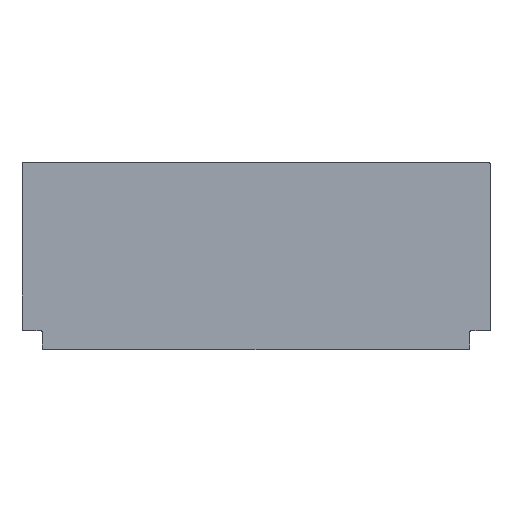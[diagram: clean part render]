
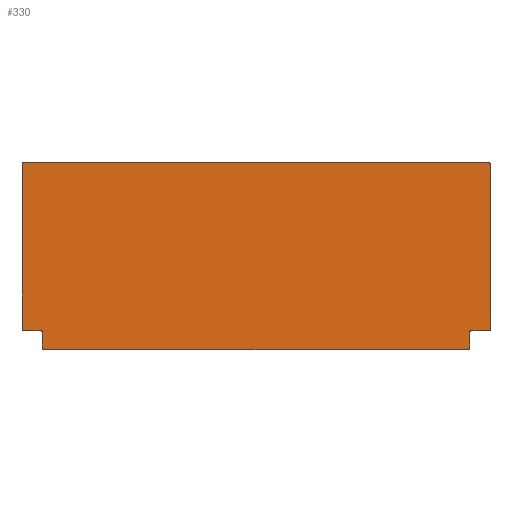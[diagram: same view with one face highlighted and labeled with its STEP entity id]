
A CAD part, top view. The second image highlights one B-rep face of the part: STEP entity #330.
In plain terms, the highlighted planar face has unit normal (0, 0, 1).
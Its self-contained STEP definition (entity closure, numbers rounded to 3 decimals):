
#18=PLANE('',#378);
#30=FACE_OUTER_BOUND('',#48,.T.);
#48=EDGE_LOOP('',(#253,#254,#255,#256,#257,#258,#259,#260,#261,#262,#263,
#264,#265,#266,#267,#268));
#65=LINE('',#514,#97);
#75=LINE('',#551,#107);
#77=LINE('',#557,#109);
#78=LINE('',#561,#110);
#79=LINE('',#565,#111);
#80=LINE('',#569,#112);
#81=LINE('',#573,#113);
#82=LINE('',#575,#114);
#97=VECTOR('',#411,10.);
#107=VECTOR('',#443,10.);
#109=VECTOR('',#449,10.);
#110=VECTOR('',#452,10.);
#111=VECTOR('',#455,10.);
#112=VECTOR('',#458,10.);
#113=VECTOR('',#461,10.);
#114=VECTOR('',#464,10.);
#125=CIRCLE('',#364,4.);
#134=CIRCLE('',#376,4.);
#135=CIRCLE('',#379,2.);
#136=CIRCLE('',#380,4.);
#137=CIRCLE('',#381,2.);
#138=CIRCLE('',#382,2.);
#139=CIRCLE('',#383,4.);
#140=CIRCLE('',#384,2.);
#141=VERTEX_POINT('',#501);
#142=VERTEX_POINT('',#502);
#146=VERTEX_POINT('',#512);
#160=VERTEX_POINT('',#544);
#161=VERTEX_POINT('',#545);
#162=VERTEX_POINT('',#550);
#163=VERTEX_POINT('',#554);
#164=VERTEX_POINT('',#556);
#165=VERTEX_POINT('',#558);
#166=VERTEX_POINT('',#560);
#167=VERTEX_POINT('',#562);
#168=VERTEX_POINT('',#564);
#169=VERTEX_POINT('',#566);
#170=VERTEX_POINT('',#568);
#171=VERTEX_POINT('',#570);
#172=VERTEX_POINT('',#572);
#173=EDGE_CURVE('',#141,#142,#125,.T.);
#179=EDGE_CURVE('',#141,#146,#65,.T.);
#194=EDGE_CURVE('',#160,#161,#134,.T.);
#197=EDGE_CURVE('',#162,#161,#75,.T.);
#199=EDGE_CURVE('',#146,#163,#135,.T.);
#200=EDGE_CURVE('',#163,#164,#77,.T.);
#201=EDGE_CURVE('',#164,#165,#136,.T.);
#202=EDGE_CURVE('',#165,#166,#78,.T.);
#203=EDGE_CURVE('',#166,#167,#137,.T.);
#204=EDGE_CURVE('',#167,#168,#79,.T.);
#205=EDGE_CURVE('',#168,#169,#138,.T.);
#206=EDGE_CURVE('',#169,#170,#80,.T.);
#207=EDGE_CURVE('',#170,#171,#139,.T.);
#208=EDGE_CURVE('',#171,#172,#81,.T.);
#209=EDGE_CURVE('',#172,#162,#140,.T.);
#210=EDGE_CURVE('',#160,#142,#82,.T.);
#253=ORIENTED_EDGE('',*,*,#173,.F.);
#254=ORIENTED_EDGE('',*,*,#179,.T.);
#255=ORIENTED_EDGE('',*,*,#199,.T.);
#256=ORIENTED_EDGE('',*,*,#200,.T.);
#257=ORIENTED_EDGE('',*,*,#201,.T.);
#258=ORIENTED_EDGE('',*,*,#202,.T.);
#259=ORIENTED_EDGE('',*,*,#203,.T.);
#260=ORIENTED_EDGE('',*,*,#204,.T.);
#261=ORIENTED_EDGE('',*,*,#205,.T.);
#262=ORIENTED_EDGE('',*,*,#206,.T.);
#263=ORIENTED_EDGE('',*,*,#207,.T.);
#264=ORIENTED_EDGE('',*,*,#208,.T.);
#265=ORIENTED_EDGE('',*,*,#209,.T.);
#266=ORIENTED_EDGE('',*,*,#197,.T.);
#267=ORIENTED_EDGE('',*,*,#194,.F.);
#268=ORIENTED_EDGE('',*,*,#210,.T.);
#330=ADVANCED_FACE('',(#30),#18,.T.);
#364=AXIS2_PLACEMENT_3D('',#503,#401,#402);
#376=AXIS2_PLACEMENT_3D('',#546,#437,#438);
#378=AXIS2_PLACEMENT_3D('',#553,#445,#446);
#379=AXIS2_PLACEMENT_3D('',#555,#447,#448);
#380=AXIS2_PLACEMENT_3D('',#559,#450,#451);
#381=AXIS2_PLACEMENT_3D('',#563,#453,#454);
#382=AXIS2_PLACEMENT_3D('',#567,#456,#457);
#383=AXIS2_PLACEMENT_3D('',#571,#459,#460);
#384=AXIS2_PLACEMENT_3D('',#574,#462,#463);
#401=DIRECTION('center_axis',(0.,0.,-1.));
#402=DIRECTION('ref_axis',(-0.707,0.707,0.));
#411=DIRECTION('',(0.,-1.,0.));
#437=DIRECTION('center_axis',(0.,0.,-1.));
#438=DIRECTION('ref_axis',(0.707,0.707,0.));
#443=DIRECTION('',(0.,1.,0.));
#445=DIRECTION('center_axis',(0.,0.,1.));
#446=DIRECTION('ref_axis',(1.,0.,0.));
#447=DIRECTION('center_axis',(0.,0.,1.));
#448=DIRECTION('ref_axis',(1.,0.,0.));
#449=DIRECTION('',(1.,0.,0.));
#450=DIRECTION('center_axis',(0.,0.,-1.));
#451=DIRECTION('ref_axis',(1.,0.,0.));
#452=DIRECTION('',(0.,-1.,0.));
#453=DIRECTION('center_axis',(0.,0.,1.));
#454=DIRECTION('ref_axis',(1.,0.,0.));
#455=DIRECTION('',(1.,0.,0.));
#456=DIRECTION('center_axis',(0.,0.,1.));
#457=DIRECTION('ref_axis',(-1.,0.,0.));
#458=DIRECTION('',(0.,1.,0.));
#459=DIRECTION('center_axis',(0.,0.,-1.));
#460=DIRECTION('ref_axis',(-1.,0.,0.));
#461=DIRECTION('',(1.,0.,0.));
#462=DIRECTION('center_axis',(0.,0.,1.));
#463=DIRECTION('ref_axis',(-1.,0.,0.));
#464=DIRECTION('',(-1.,0.,0.));
#501=CARTESIAN_POINT('',(-1000.,396.,5.));
#502=CARTESIAN_POINT('',(-996.,400.,5.));
#503=CARTESIAN_POINT('Origin',(-996.,396.,5.));
#512=CARTESIAN_POINT('',(-1000.,-317.,5.));
#514=CARTESIAN_POINT('',(-1000.,400.,5.));
#544=CARTESIAN_POINT('',(996.,400.,5.));
#545=CARTESIAN_POINT('',(1000.,396.,5.));
#546=CARTESIAN_POINT('Origin',(996.,396.,5.));
#550=CARTESIAN_POINT('',(1000.,-317.,5.));
#551=CARTESIAN_POINT('',(1000.,-400.,5.));
#553=CARTESIAN_POINT('Origin',(0.,0.,
5.));
#554=CARTESIAN_POINT('',(-998.,-319.,5.));
#555=CARTESIAN_POINT('Origin',(-998.,-317.,5.));
#556=CARTESIAN_POINT('',(-918.,-319.,5.));
#557=CARTESIAN_POINT('',(-499.,-319.,5.));
#558=CARTESIAN_POINT('',(-914.,-323.,5.));
#559=CARTESIAN_POINT('Origin',(-918.,-323.,5.));
#560=CARTESIAN_POINT('',(-914.,-398.,5.));
#561=CARTESIAN_POINT('',(-914.,-161.5,5.));
#562=CARTESIAN_POINT('',(-912.,-400.,5.));
#563=CARTESIAN_POINT('Origin',(-912.,-398.,5.));
#564=CARTESIAN_POINT('',(912.,-400.,5.));
#565=CARTESIAN_POINT('',(-1000.,-400.,5.));
#566=CARTESIAN_POINT('',(914.,-398.,5.));
#567=CARTESIAN_POINT('Origin',(912.,-398.,5.));
#568=CARTESIAN_POINT('',(914.,-323.,5.));
#569=CARTESIAN_POINT('',(914.,-161.5,5.));
#570=CARTESIAN_POINT('',(918.,-319.,5.));
#571=CARTESIAN_POINT('Origin',(918.,-323.,5.));
#572=CARTESIAN_POINT('',(998.,-319.,5.));
#573=CARTESIAN_POINT('',(499.,-319.,5.));
#574=CARTESIAN_POINT('Origin',(998.,-317.,5.));
#575=CARTESIAN_POINT('',(1000.,400.,5.));
